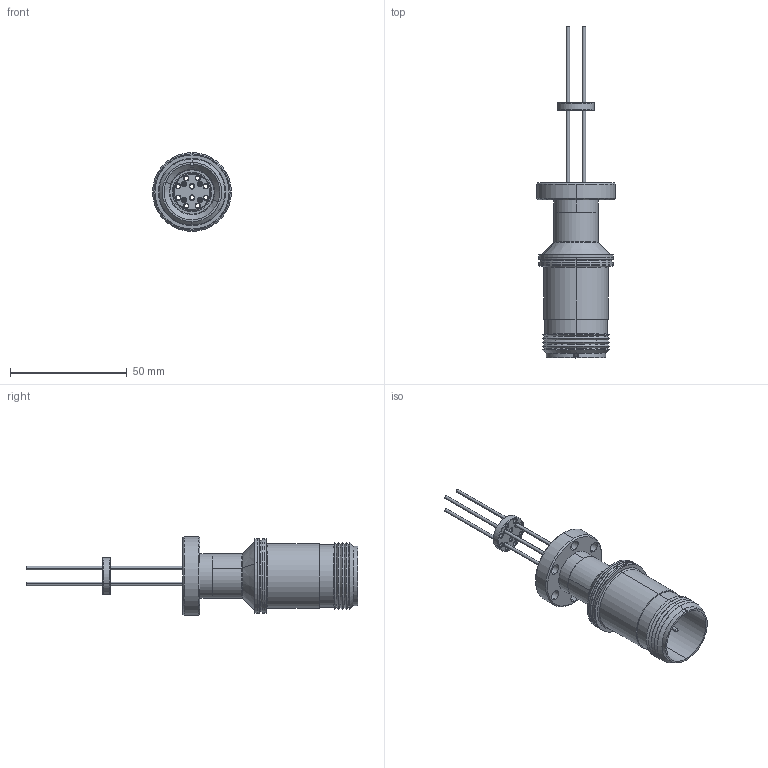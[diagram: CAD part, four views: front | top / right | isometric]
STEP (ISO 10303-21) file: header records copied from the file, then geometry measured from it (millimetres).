
FILE_DESCRIPTION (( 'STEP AP203' ), '1' );
FILE_NAME ('A0192-4-CF.STEP', '2009-10-06T14:24:33', ( ' ' ), ( ' ' ), 'SwSTEP 2.0', 'SolidWorks 2008', '' );
FILE_SCHEMA (( 'CONFIG_CONTROL_DESIGN' ));
Length unit declared in the file: inch
Products named in the file (1): A0192-4-CF
Bounding box: 33.78 x 142.11 x 33.78 mm (x, y, z)
Surface area: 15631.1 mm2 (no closed solid volume)
Topology: 0 solids, 10 shells, 200 faces, 465 edges, 284 vertices
Faces by surface type: torus 76, cylinder 70, cone 28, plane 26
Entity records: 5917 total; most frequent: DIRECTION 1207, CARTESIAN_POINT 962, ORIENTED_EDGE 878, AXIS2_PLACEMENT_3D 545, EDGE_CURVE 465, CIRCLE 344, VERTEX_POINT 284, EDGE_LOOP 253
